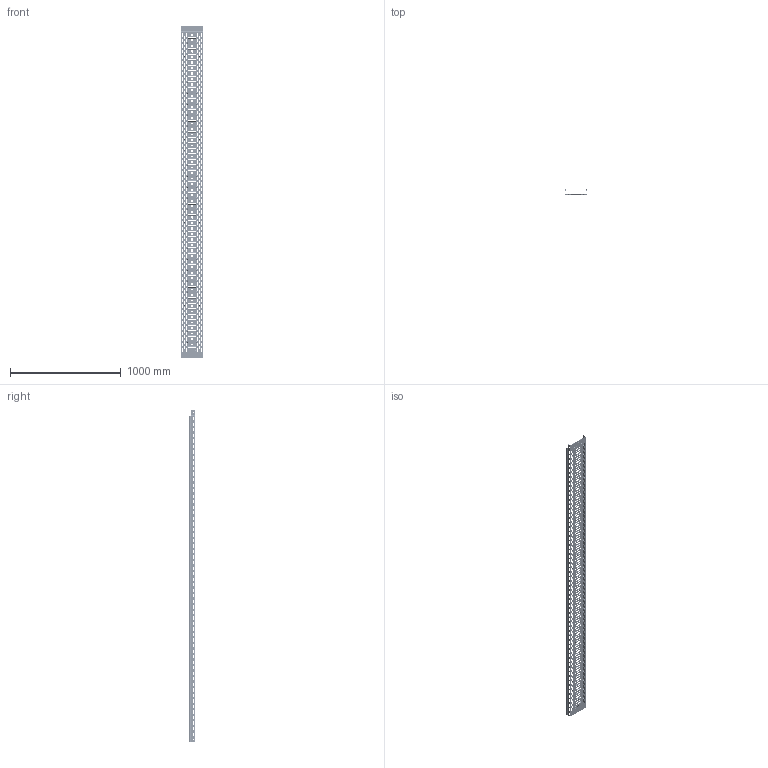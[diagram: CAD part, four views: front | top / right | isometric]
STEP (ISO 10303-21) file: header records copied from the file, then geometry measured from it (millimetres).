
FILE_DESCRIPTION (( 'STEP AP203' ), '1' );
FILE_NAME ('Perforated tray 50õ200õ3000.STEP', '2019-04-29T06:06:39', ( '' ), ( '' ), 'SwSTEP 2.0', 'SolidWorks 2017', '' );
FILE_SCHEMA (( 'CONFIG_CONTROL_DESIGN' ));
Products named in the file (1): Perforated tray 50õ200õ3000
Bounding box: 203.08 x 51.34 x 3000 mm (x, y, z)
Volume: 668848.5 mm3; surface area: 1716788.1 mm2
Topology: 1 solids, 1 shells, 6876 faces, 17772 edges, 11260 vertices
Faces by surface type: cylinder 2934, torus 2093, plane 1782, bspline 67
Entity records: 219624 total; most frequent: DIRECTION 40975, CARTESIAN_POINT 40869, ORIENTED_EDGE 35544, EDGE_CURVE 17772, AXIS2_PLACEMENT_3D 16566, VERTEX_POINT 11260, CIRCLE 9756, EDGE_LOOP 8630
